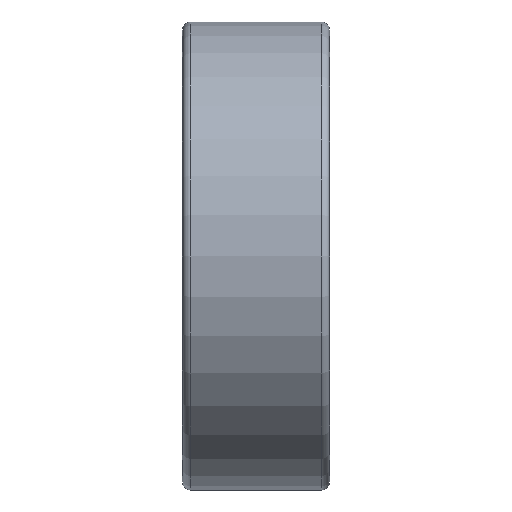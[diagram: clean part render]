
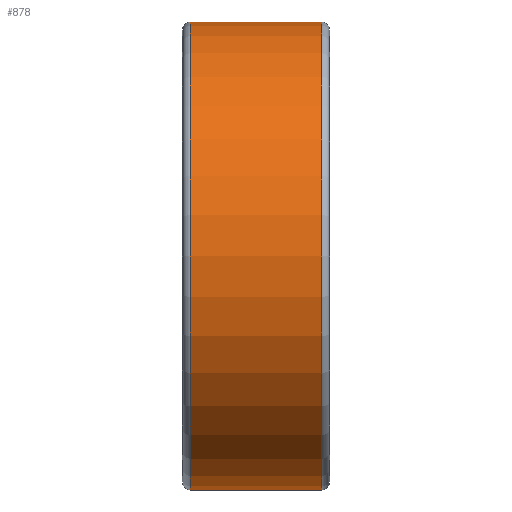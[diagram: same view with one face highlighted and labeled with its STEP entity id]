
A CAD part, front view. The second image highlights one B-rep face of the part: STEP entity #878.
In plain terms, the highlighted cylindrical face has radius 17.5 mm (diameter 35 mm), a full revolution.
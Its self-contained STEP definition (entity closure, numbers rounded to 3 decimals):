
#114=CYLINDRICAL_SURFACE('',#1062,17.5);
#134=LINE('',#1653,#154);
#154=VECTOR('',#1374,17.5);
#216=FACE_OUTER_BOUND('',#271,.T.);
#271=EDGE_LOOP('',(#771,#772,#773,#774,#775,#776));
#330=CIRCLE('',#1017,17.5);
#331=CIRCLE('',#1018,17.5);
#361=CIRCLE('',#1060,17.5);
#362=CIRCLE('',#1061,17.5);
#416=VERTEX_POINT('',#1575);
#417=VERTEX_POINT('',#1576);
#442=VERTEX_POINT('',#1647);
#443=VERTEX_POINT('',#1649);
#518=EDGE_CURVE('',#416,#417,#330,.T.);
#519=EDGE_CURVE('',#417,#416,#331,.T.);
#553=EDGE_CURVE('',#442,#443,#361,.T.);
#554=EDGE_CURVE('',#443,#442,#362,.T.);
#555=EDGE_CURVE('',#417,#442,#134,.T.);
#771=ORIENTED_EDGE('',*,*,#518,.T.);
#772=ORIENTED_EDGE('',*,*,#555,.T.);
#773=ORIENTED_EDGE('',*,*,#554,.F.);
#774=ORIENTED_EDGE('',*,*,#553,.F.);
#775=ORIENTED_EDGE('',*,*,#555,.F.);
#776=ORIENTED_EDGE('',*,*,#519,.T.);
#878=ADVANCED_FACE('',(#216),#114,.T.);
#1017=AXIS2_PLACEMENT_3D('',#1577,#1278,#1279);
#1018=AXIS2_PLACEMENT_3D('',#1578,#1280,#1281);
#1060=AXIS2_PLACEMENT_3D('',#1650,#1368,#1369);
#1061=AXIS2_PLACEMENT_3D('',#1651,#1370,#1371);
#1062=AXIS2_PLACEMENT_3D('',#1652,#1372,#1373);
#1278=DIRECTION('center_axis',(1.,0.,0.));
#1279=DIRECTION('ref_axis',(0.,0.,-1.));
#1280=DIRECTION('center_axis',(1.,0.,0.));
#1281=DIRECTION('ref_axis',(0.,0.,-1.));
#1368=DIRECTION('center_axis',(1.,0.,0.));
#1369=DIRECTION('ref_axis',(0.,0.,-1.));
#1370=DIRECTION('center_axis',(1.,0.,0.));
#1371=DIRECTION('ref_axis',(0.,0.,-1.));
#1372=DIRECTION('center_axis',(-1.,0.,0.));
#1373=DIRECTION('ref_axis',(0.,0.,-1.));
#1374=DIRECTION('',(1.,0.,0.));
#1575=CARTESIAN_POINT('',(0.6,0.,-17.5));
#1576=CARTESIAN_POINT('',(0.6,0.,17.5));
#1577=CARTESIAN_POINT('Origin',(0.6,0.,0.));
#1578=CARTESIAN_POINT('Origin',(0.6,0.,0.));
#1647=CARTESIAN_POINT('',(10.4,0.,17.5));
#1649=CARTESIAN_POINT('',(10.4,0.,-17.5));
#1650=CARTESIAN_POINT('Origin',(10.4,0.,0.));
#1651=CARTESIAN_POINT('Origin',(10.4,0.,0.));
#1652=CARTESIAN_POINT('Origin',(50.,0.,0.));
#1653=CARTESIAN_POINT('',(50.,0.,17.5));
